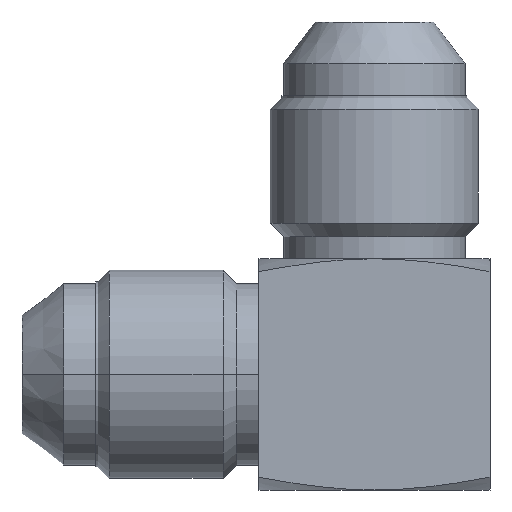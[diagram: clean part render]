
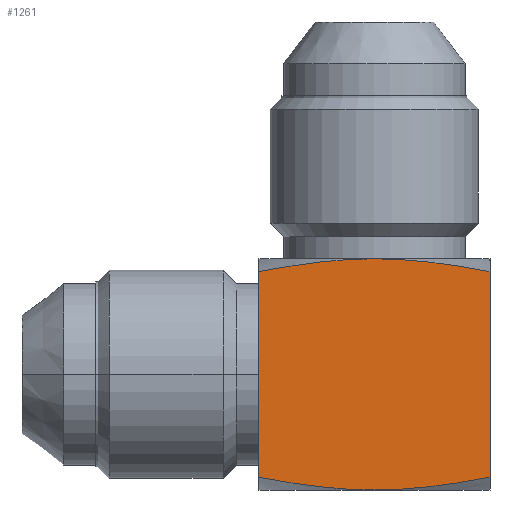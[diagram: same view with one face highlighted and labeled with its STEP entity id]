
A CAD part, front view. The second image highlights one B-rep face of the part: STEP entity #1261.
In plain terms, the highlighted planar face has unit normal (0, -1, 0).
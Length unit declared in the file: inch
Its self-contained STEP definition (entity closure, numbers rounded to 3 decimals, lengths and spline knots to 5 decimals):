
#128=CARTESIAN_POINT('',(-0.3125,-0.3125,0.27782));
#142=CARTESIAN_POINT('',(-0.3125,-0.3125,-0.27782));
#235=DIRECTION('',(0.,0.,1.));
#236=VECTOR('',#235,0.55563);
#237=CARTESIAN_POINT('',(0.3125,-0.3125,-0.27782));
#238=LINE('',#237,#236);
#256=CARTESIAN_POINT('',(0.3125,-0.3125,0.27782));
#257=CARTESIAN_POINT('',(0.29363,-0.3125,0.28139));
#258=CARTESIAN_POINT('',(0.25774,-0.3125,0.28786));
#259=CARTESIAN_POINT('',(0.21067,-0.3125,0.29541));
#260=CARTESIAN_POINT('',(0.16682,-0.3125,0.3015));
#261=CARTESIAN_POINT('',(0.12474,-0.3125,0.30627));
#262=CARTESIAN_POINT('',(0.08328,-0.3125,0.3098));
#263=CARTESIAN_POINT('',(0.04175,-0.3125,
0.312));
#264=CARTESIAN_POINT('',(0.01393,-0.3125,
0.3125));
#265=CARTESIAN_POINT('',(0.,-0.3125,
0.3125));
#270=CARTESIAN_POINT('',(0.3125,-0.3125,-0.27782));
#271=CARTESIAN_POINT('',(0.29363,-0.3125,-0.28139));
#272=CARTESIAN_POINT('',(0.25774,-0.3125,-0.28786));
#273=CARTESIAN_POINT('',(0.21067,-0.3125,-0.29541));
#274=CARTESIAN_POINT('',(0.16682,-0.3125,-0.3015));
#275=CARTESIAN_POINT('',(0.12474,-0.3125,-0.30627));
#276=CARTESIAN_POINT('',(0.08328,-0.3125,-0.3098));
#277=CARTESIAN_POINT('',(0.04175,-0.3125,
-0.312));
#278=CARTESIAN_POINT('',(0.01393,-0.3125,
-0.3125));
#279=CARTESIAN_POINT('',(0.,-0.3125,
-0.3125));
#284=CARTESIAN_POINT('',(0.,-0.3125,
-0.3125));
#285=CARTESIAN_POINT('',(-0.01394,-0.3125,
-0.3125));
#286=CARTESIAN_POINT('',(-0.04177,-0.3125,
-0.312));
#287=CARTESIAN_POINT('',(-0.08331,-0.3125,-0.3098));
#288=CARTESIAN_POINT('',(-0.12478,-0.3125,-0.30627));
#289=CARTESIAN_POINT('',(-0.16682,-0.3125,-0.3015));
#290=CARTESIAN_POINT('',(-0.21068,-0.3125,-0.29541));
#291=CARTESIAN_POINT('',(-0.25772,-0.3125,-0.28786));
#292=CARTESIAN_POINT('',(-0.29362,-0.3125,-0.28139));
#293=CARTESIAN_POINT('',(-0.3125,-0.3125,-0.27782));
#298=DIRECTION('',(0.,0.,1.));
#299=VECTOR('',#298,0.55563);
#300=CARTESIAN_POINT('',(-0.3125,-0.3125,-0.27782));
#301=LINE('',#300,#299);
#305=CARTESIAN_POINT('',(0.,-0.3125,
0.3125));
#306=CARTESIAN_POINT('',(-0.01394,-0.3125,
0.3125));
#307=CARTESIAN_POINT('',(-0.04177,-0.3125,
0.312));
#308=CARTESIAN_POINT('',(-0.08331,-0.3125,0.3098));
#309=CARTESIAN_POINT('',(-0.12478,-0.3125,0.30627));
#310=CARTESIAN_POINT('',(-0.16682,-0.3125,0.3015));
#311=CARTESIAN_POINT('',(-0.21068,-0.3125,0.29541));
#312=CARTESIAN_POINT('',(-0.25772,-0.3125,0.28786));
#313=CARTESIAN_POINT('',(-0.29362,-0.3125,0.28139));
#314=CARTESIAN_POINT('',(-0.3125,-0.3125,0.27782));
#982=CARTESIAN_POINT('',(0.,-0.3125,-0.3125));
#983=VERTEX_POINT('',#982);
#990=CARTESIAN_POINT('',(0.,-0.3125,0.3125));
#991=VERTEX_POINT('',#990);
#996=VERTEX_POINT('',#128);
#997=VERTEX_POINT('',#142);
#998=VERTEX_POINT('',#256);
#999=VERTEX_POINT('',#270);
#1248=CARTESIAN_POINT('',(-0.3125,-0.3125,-0.3125));
#1249=DIRECTION('',(0.,-1.,0.));
#1250=DIRECTION('',(1.,0.,0.));
#1251=AXIS2_PLACEMENT_3D('',#1248,#1249,#1250);
#1252=PLANE('',#1251);
#1253=ORIENTED_EDGE('',*,*,#1188,.F.);
#1254=ORIENTED_EDGE('',*,*,#1218,.F.);
#1255=ORIENTED_EDGE('',*,*,#1229,.T.);
#1256=ORIENTED_EDGE('',*,*,#1242,.T.);
#1257=ORIENTED_EDGE('',*,*,#1166,.T.);
#1258=ORIENTED_EDGE('',*,*,#1200,.F.);
#1259=EDGE_LOOP('',(#1253,#1254,#1255,#1256,#1257,#1258));
#1260=FACE_OUTER_BOUND('',#1259,.F.);
#266=B_SPLINE_CURVE_WITH_KNOTS('',3,(#256,#257,#258,#259,#260,#261,#262,#263,
#264,#265),.UNSPECIFIED.,.F.,.F.,(4,1,1,1,1,1,1,4),(0.,0.14286,
0.28571,0.42857,0.57143,0.71429,
0.85714,1.),.UNSPECIFIED.);
#280=B_SPLINE_CURVE_WITH_KNOTS('',3,(#270,#271,#272,#273,#274,#275,#276,#277,
#278,#279),.UNSPECIFIED.,.F.,.F.,(4,1,1,1,1,1,1,4),(0.,0.14286,
0.28571,0.42857,0.57143,0.71429,
0.85714,1.),.UNSPECIFIED.);
#294=B_SPLINE_CURVE_WITH_KNOTS('',3,(#284,#285,#286,#287,#288,#289,#290,#291,
#292,#293),.UNSPECIFIED.,.F.,.F.,(4,1,1,1,1,1,1,4),(0.,0.14286,
0.28571,0.42857,0.57143,0.71429,
0.85714,1.),.UNSPECIFIED.);
#315=B_SPLINE_CURVE_WITH_KNOTS('',3,(#305,#306,#307,#308,#309,#310,#311,#312,
#313,#314),.UNSPECIFIED.,.F.,.F.,(4,1,1,1,1,1,1,4),(0.,0.14286,
0.28571,0.42857,0.57143,0.71429,
0.85714,1.),.UNSPECIFIED.);
#1166=EDGE_CURVE('',#997,#996,#301,.T.);
#1188=EDGE_CURVE('',#998,#991,#266,.T.);
#1200=EDGE_CURVE('',#991,#996,#315,.T.);
#1218=EDGE_CURVE('',#999,#998,#238,.T.);
#1229=EDGE_CURVE('',#999,#983,#280,.T.);
#1242=EDGE_CURVE('',#983,#997,#294,.T.);
#1261=ADVANCED_FACE('',(#1260),#1252,.T.);
